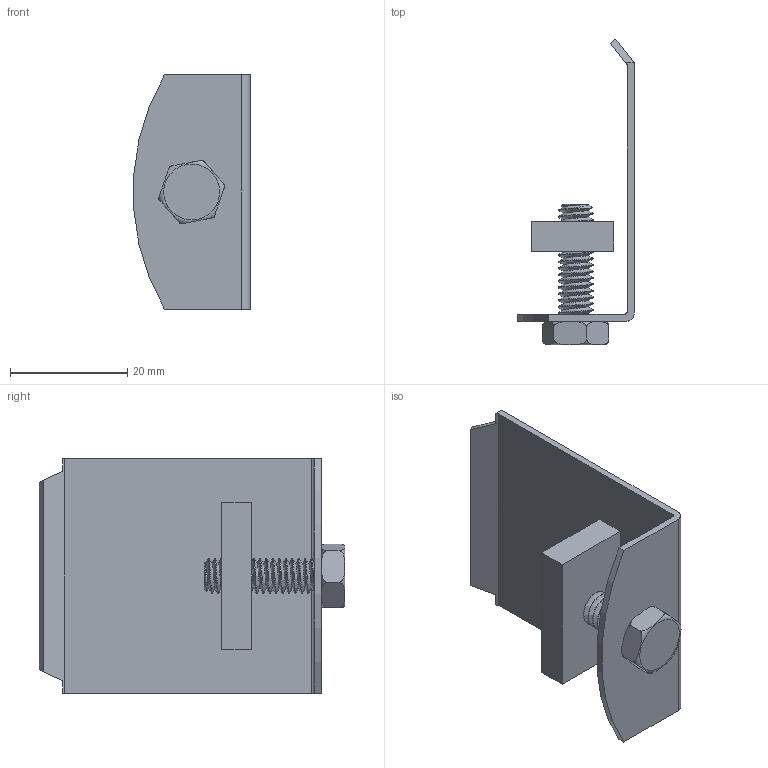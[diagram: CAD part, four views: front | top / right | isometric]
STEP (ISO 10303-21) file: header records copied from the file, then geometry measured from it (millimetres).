
FILE_DESCRIPTION(/* description */ (''),/* implementation_level */ '2;1');
FILE_NAME(/* name */ 'STOPER29P_Domyslna.stp',/* time_stamp */ '2016-11-03T08:44:57+01:00',/* author */ ('Giuliano'),/* organization */ (''),/* preprocessor_version */ 'ST-DEVELOPER v16.5',/* originating_system */ 'Autodesk Inventor 2017',/* authorisation */ '');
FILE_SCHEMA (('AUTOMOTIVE_DESIGN { 1 0 10303 214 3 1 1 }'));
Length unit declared in the file: millimetre
Products named in the file (4): 5050; 14849; 18009; vis TH M6x20
Assembly tree (3 placements, depth 2):
  5050
    14849
    18009
    vis TH M6x20
Bounding box: 19.89 x 52.2 x 40 mm (x, y, z)
Volume: 5531.2 mm3; surface area: 7425.9 mm2
Topology: 3 solids, 3 shells, 42 faces, 101 edges, 66 vertices
Faces by surface type: plane 29, cylinder 8, bspline 2, torus 2, cone 1
Full cylindrical faces by diameter (mm): 4.134 x1, 6.5 x1
Entity records: 3940 total; most frequent: CARTESIAN_POINT 2921, DIRECTION 185, ORIENTED_EDGE 184, EDGE_CURVE 92, AXIS2_PLACEMENT_3D 65, VERTEX_POINT 63, LINE 55, VECTOR 55
